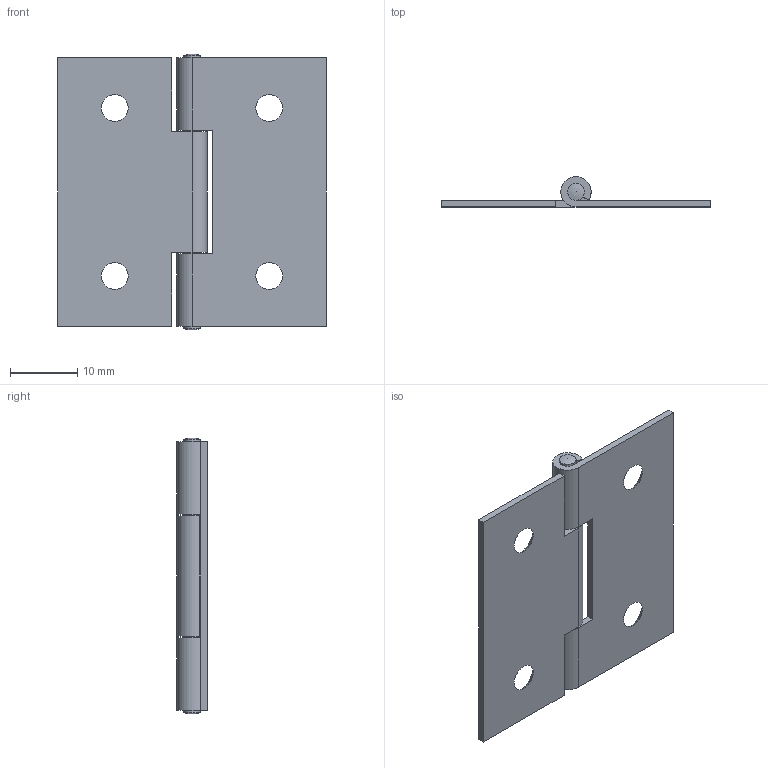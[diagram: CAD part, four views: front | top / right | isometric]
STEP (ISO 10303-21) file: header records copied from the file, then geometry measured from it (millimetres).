
FILE_DESCRIPTION( ( 'STEP AP214' ), '1' );
FILE_NAME( 'K1082.1042012120.stp', '2020-12-10T09:46:58', ( '' ), ( '' ), ' ', 'PARTsolutions', ' ' );
FILE_SCHEMA( ( 'AUTOMOTIVE_DESIGN { 1 0 10303 214 1 1 1 1 }' ) );
Length unit declared in the file: millimetre
Products named in the file (1): _K1082.1042012120
Bounding box: 40 x 4.5 x 41 mm (x, y, z)
Volume: 1967.2 mm3; surface area: 3715.8 mm2
Topology: 1 solids, 1 shells, 30 faces, 95 edges, 63 vertices
Faces by surface type: plane 20, cylinder 4, cone 4, sphere 2
Full cylindrical faces by diameter (mm): 2.5 x1
Entity records: 1206 total; most frequent: CARTESIAN_POINT 163, DIRECTION 160, ORIENTED_EDGE 152, EDGE_CURVE 76, VERTEX_POINT 56, LINE 54, VECTOR 54, AXIS2_PLACEMENT_3D 53
